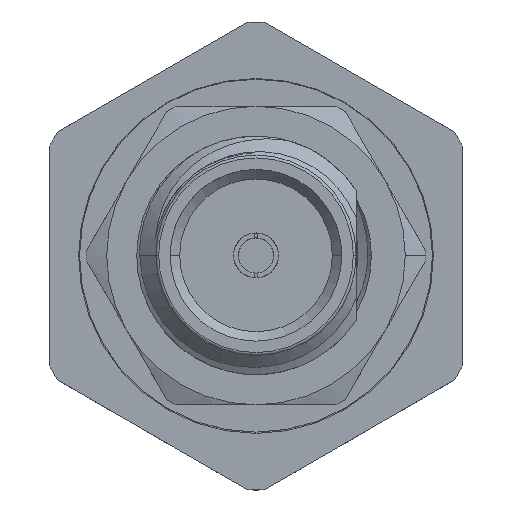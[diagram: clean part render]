
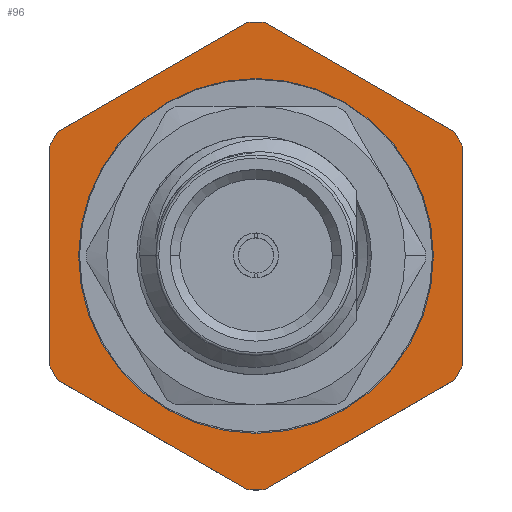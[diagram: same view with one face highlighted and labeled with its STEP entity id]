
A CAD part, top view. The second image highlights one B-rep face of the part: STEP entity #96.
In plain terms, the highlighted planar face has unit normal (0, 0, 1).
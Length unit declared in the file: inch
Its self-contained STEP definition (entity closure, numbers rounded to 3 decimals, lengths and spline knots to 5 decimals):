
#12 = DIRECTION ( 'NONE',  ( 0., -1., 0. ) ) ;
#96 = ADVANCED_FACE ( 'NONE', ( #15053, #22351 ), #20554, .T. ) ;
#107 = ORIENTED_EDGE ( 'NONE', *, *, #3453, .T. ) ;
#585 = CIRCLE ( 'NONE', #15469, 0.24527 ) ;
#644 = AXIS2_PLACEMENT_3D ( 'NONE', #22962, #14118, #21397 ) ;
#829 = DIRECTION ( 'NONE',  ( 0., 1., 0. ) ) ;
#840 = VERTEX_POINT ( 'NONE', #8417 ) ;
#914 = AXIS2_PLACEMENT_3D ( 'NONE', #10837, #5571, #21824 ) ;
#984 = CARTESIAN_POINT ( 'NONE',  ( -0.20802, -0.12993, 0. ) ) ;
#1035 = VERTEX_POINT ( 'NONE', #17600 ) ;
#1223 = LINE ( 'NONE', #8510, #13550 ) ;
#1323 = CIRCLE ( 'NONE', #10868, 0.24527 ) ;
#1493 = VERTEX_POINT ( 'NONE', #15085 ) ;
#1506 = DIRECTION ( 'NONE',  ( 1., 0., 0. ) ) ;
#1927 = EDGE_CURVE ( 'NONE', #8909, #11187, #3617, .T. ) ;
#2034 = VECTOR ( 'NONE', #829, 39.37008 ) ;
#2087 = LINE ( 'NONE', #11305, #13690 ) ;
#2157 = DIRECTION ( 'NONE',  ( 1., 0., 0. ) ) ;
#2998 = DIRECTION ( 'NONE',  ( 0.866, -0.5, 0. ) ) ;
#3318 = EDGE_CURVE ( 'NONE', #6091, #1493, #13468, .T. ) ;
#3453 = EDGE_CURVE ( 'NONE', #18599, #8919, #15158, .T. ) ;
#3617 = CIRCLE ( 'NONE', #644, 0.24527 ) ;
#3648 = DIRECTION ( 'NONE',  ( -0.866, 0.5, 0. ) ) ;
#3948 = DIRECTION ( 'NONE',  ( 0., 0., 1. ) ) ;
#4179 = CARTESIAN_POINT ( 'NONE',  ( 0., 0., 0. ) ) ;
#4481 = EDGE_CURVE ( 'NONE', #7323, #840, #22284, .T. ) ;
#4545 = ORIENTED_EDGE ( 'NONE', *, *, #10917, .T. ) ;
#4608 = VERTEX_POINT ( 'NONE', #14178 ) ;
#4713 = EDGE_CURVE ( 'NONE', #10364, #6091, #23426, .T. ) ;
#5259 = LINE ( 'NONE', #21628, #15042 ) ;
#5571 = DIRECTION ( 'NONE',  ( 0., 0., 1. ) ) ;
#5623 = CARTESIAN_POINT ( 'NONE',  ( 0., 0., 0. ) ) ;
#5871 = AXIS2_PLACEMENT_3D ( 'NONE', #6041, #7596, #9404 ) ;
#6041 = CARTESIAN_POINT ( 'NONE',  ( 0., 0., 0. ) ) ;
#6077 = CARTESIAN_POINT ( 'NONE',  ( 0.21654, -0.12502, 0. ) ) ;
#6091 = VERTEX_POINT ( 'NONE', #7395 ) ;
#6262 = CARTESIAN_POINT ( 'NONE',  ( -0.00851, -0.24512, 0. ) ) ;
#6758 = DIRECTION ( 'NONE',  ( 1., 0., 0. ) ) ;
#6859 = VERTEX_POINT ( 'NONE', #12100 ) ;
#6954 = ORIENTED_EDGE ( 'NONE', *, *, #10770, .T. ) ;
#6991 = DIRECTION ( 'NONE',  ( 1., 0., 0. ) ) ;
#7083 = DIRECTION ( 'NONE',  ( 0., 0., 1. ) ) ;
#7200 = VERTEX_POINT ( 'NONE', #18415 ) ;
#7323 = VERTEX_POINT ( 'NONE', #16972 ) ;
#7395 = CARTESIAN_POINT ( 'NONE',  ( 0.00851, -0.24512, 0. ) ) ;
#7459 = ORIENTED_EDGE ( 'NONE', *, *, #3318, .T. ) ;
#7536 = DIRECTION ( 'NONE',  ( 1., 0., 0. ) ) ;
#7596 = DIRECTION ( 'NONE',  ( 0., 0., 1. ) ) ;
#7616 = ORIENTED_EDGE ( 'NONE', *, *, #14411, .T. ) ;
#8252 = VERTEX_POINT ( 'NONE', #18772 ) ;
#8417 = CARTESIAN_POINT ( 'NONE',  ( 0.186, 0., 0. ) ) ;
#8444 = CARTESIAN_POINT ( 'NONE',  ( 0.21654, -0.11519, 0. ) ) ;
#8510 = CARTESIAN_POINT ( 'NONE',  ( 0., 0.25003, 0. ) ) ;
#8629 = DIRECTION ( 'NONE',  ( -0.866, -0.5, 0. ) ) ;
#8704 = CIRCLE ( 'NONE', #18229, 0.24527 ) ;
#8909 = VERTEX_POINT ( 'NONE', #14586 ) ;
#8919 = VERTEX_POINT ( 'NONE', #10654 ) ;
#8982 = ORIENTED_EDGE ( 'NONE', *, *, #22484, .T. ) ;
#9404 = DIRECTION ( 'NONE',  ( 1., 0., 0. ) ) ;
#9617 = EDGE_CURVE ( 'NONE', #840, #7323, #14004, .T. ) ;
#10359 = EDGE_LOOP ( 'NONE', ( #7459, #8982, #107, #23430, #14287, #6954, #13791, #7616, #17077, #11621, #4545, #22178 ) ) ;
#10364 = VERTEX_POINT ( 'NONE', #6262 ) ;
#10654 = CARTESIAN_POINT ( 'NONE',  ( 0.21654, 0.11519, 0. ) ) ;
#10758 = CARTESIAN_POINT ( 'NONE',  ( -0.21654, 0.12502, 0. ) ) ;
#10770 = EDGE_CURVE ( 'NONE', #7200, #6859, #19348, .T. ) ;
#10837 = CARTESIAN_POINT ( 'NONE',  ( 0., 0., 0. ) ) ;
#10868 = AXIS2_PLACEMENT_3D ( 'NONE', #12700, #19966, #7536 ) ;
#10917 = EDGE_CURVE ( 'NONE', #11187, #10364, #5259, .T. ) ;
#11187 = VERTEX_POINT ( 'NONE', #984 ) ;
#11305 = CARTESIAN_POINT ( 'NONE',  ( 0.21654, 0.12502, 0. ) ) ;
#11605 = DIRECTION ( 'NONE',  ( 0., 0., 1. ) ) ;
#11621 = ORIENTED_EDGE ( 'NONE', *, *, #1927, .T. ) ;
#12100 = CARTESIAN_POINT ( 'NONE',  ( -0.00851, 0.24512, 0. ) ) ;
#12486 = EDGE_LOOP ( 'NONE', ( #17180, #15121 ) ) ;
#12585 = AXIS2_PLACEMENT_3D ( 'NONE', #4179, #11605, #1506 ) ;
#12700 = CARTESIAN_POINT ( 'NONE',  ( 0., 0., 0. ) ) ;
#12873 = AXIS2_PLACEMENT_3D ( 'NONE', #5623, #3948, #2157 ) ;
#12912 = LINE ( 'NONE', #10758, #15212 ) ;
#13234 = DIRECTION ( 'NONE',  ( 0.866, 0.5, 0. ) ) ;
#13468 = LINE ( 'NONE', #20741, #17676 ) ;
#13550 = VECTOR ( 'NONE', #8629, 39.37008 ) ;
#13690 = VECTOR ( 'NONE', #3648, 39.37008 ) ;
#13791 = ORIENTED_EDGE ( 'NONE', *, *, #20408, .T. ) ;
#14004 = CIRCLE ( 'NONE', #12873, 0.186 ) ;
#14118 = DIRECTION ( 'NONE',  ( 0., 0., 1. ) ) ;
#14178 = CARTESIAN_POINT ( 'NONE',  ( 0.20802, 0.12993, 0. ) ) ;
#14284 = CARTESIAN_POINT ( 'NONE',  ( 0., 0., 0. ) ) ;
#14287 = ORIENTED_EDGE ( 'NONE', *, *, #16881, .T. ) ;
#14411 = EDGE_CURVE ( 'NONE', #1035, #8252, #8704, .T. ) ;
#14586 = CARTESIAN_POINT ( 'NONE',  ( -0.21654, -0.11519, 0. ) ) ;
#15042 = VECTOR ( 'NONE', #2998, 39.37008 ) ;
#15053 = FACE_BOUND ( 'NONE', #12486, .T. ) ;
#15085 = CARTESIAN_POINT ( 'NONE',  ( 0.20802, -0.12993, 0. ) ) ;
#15121 = ORIENTED_EDGE ( 'NONE', *, *, #4481, .F. ) ;
#15158 = LINE ( 'NONE', #6077, #2034 ) ;
#15212 = VECTOR ( 'NONE', #12, 39.37008 ) ;
#15469 = AXIS2_PLACEMENT_3D ( 'NONE', #16065, #23359, #6991 ) ;
#16065 = CARTESIAN_POINT ( 'NONE',  ( 0., 0., 0. ) ) ;
#16881 = EDGE_CURVE ( 'NONE', #4608, #7200, #2087, .T. ) ;
#16972 = CARTESIAN_POINT ( 'NONE',  ( -0.186, 0., 0. ) ) ;
#17077 = ORIENTED_EDGE ( 'NONE', *, *, #17603, .T. ) ;
#17180 = ORIENTED_EDGE ( 'NONE', *, *, #9617, .F. ) ;
#17320 = AXIS2_PLACEMENT_3D ( 'NONE', #14284, #19657, #6758 ) ;
#17600 = CARTESIAN_POINT ( 'NONE',  ( -0.20802, 0.12993, 0. ) ) ;
#17603 = EDGE_CURVE ( 'NONE', #8252, #8909, #12912, .T. ) ;
#17676 = VECTOR ( 'NONE', #13234, 39.37008 ) ;
#18180 = DIRECTION ( 'NONE',  ( 1., 0., 0. ) ) ;
#18229 = AXIS2_PLACEMENT_3D ( 'NONE', #21296, #7083, #18180 ) ;
#18415 = CARTESIAN_POINT ( 'NONE',  ( 0.00851, 0.24512, 0. ) ) ;
#18599 = VERTEX_POINT ( 'NONE', #8444 ) ;
#18772 = CARTESIAN_POINT ( 'NONE',  ( -0.21654, 0.11519, 0. ) ) ;
#19348 = CIRCLE ( 'NONE', #17320, 0.24527 ) ;
#19657 = DIRECTION ( 'NONE',  ( 0., 0., 1. ) ) ;
#19966 = DIRECTION ( 'NONE',  ( 0., 0., 1. ) ) ;
#20408 = EDGE_CURVE ( 'NONE', #6859, #1035, #1223, .T. ) ;
#20554 = PLANE ( 'NONE',  #12585 ) ;
#20670 = EDGE_CURVE ( 'NONE', #8919, #4608, #1323, .T. ) ;
#20741 = CARTESIAN_POINT ( 'NONE',  ( 0., -0.25003, 0. ) ) ;
#21296 = CARTESIAN_POINT ( 'NONE',  ( 0., 0., 0. ) ) ;
#21397 = DIRECTION ( 'NONE',  ( 1., 0., 0. ) ) ;
#21628 = CARTESIAN_POINT ( 'NONE',  ( -0.21654, -0.12502, 0. ) ) ;
#21824 = DIRECTION ( 'NONE',  ( 1., 0., 0. ) ) ;
#22178 = ORIENTED_EDGE ( 'NONE', *, *, #4713, .T. ) ;
#22284 = CIRCLE ( 'NONE', #914, 0.186 ) ;
#22351 = FACE_OUTER_BOUND ( 'NONE', #10359, .T. ) ;
#22484 = EDGE_CURVE ( 'NONE', #1493, #18599, #585, .T. ) ;
#22962 = CARTESIAN_POINT ( 'NONE',  ( 0., 0., 0. ) ) ;
#23359 = DIRECTION ( 'NONE',  ( 0., 0., 1. ) ) ;
#23426 = CIRCLE ( 'NONE', #5871, 0.24527 ) ;
#23430 = ORIENTED_EDGE ( 'NONE', *, *, #20670, .T. ) ;
